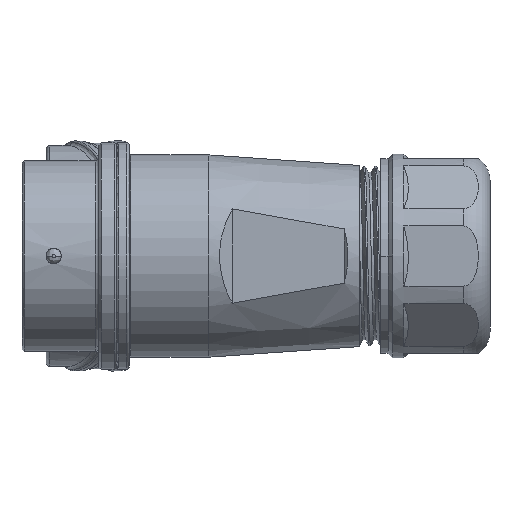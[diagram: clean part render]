
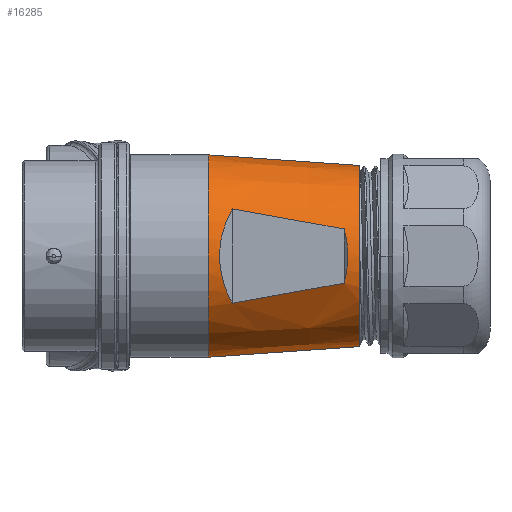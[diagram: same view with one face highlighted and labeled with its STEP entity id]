
A CAD part, left-side view. The second image highlights one B-rep face of the part: STEP entity #16285.
In plain terms, the highlighted conical face has half-angle 4 degrees and reference radius 12.7 mm.
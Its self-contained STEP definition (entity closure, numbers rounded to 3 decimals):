
#4030=CARTESIAN_POINT('',(0.,-51.2,0.));
#4031=DIRECTION('',(0.,1.,0.));
#4032=DIRECTION('',(0.,0.,-1.));
#4033=AXIS2_PLACEMENT_3D('',#4030,#4031,#4032);
#4089=DIRECTION('',(0.,0.998,-0.07));
#4090=VECTOR('',#4089,20.07);
#4091=CARTESIAN_POINT('',(0.,-51.2,-12.));
#4092=LINE('',#4091,#4090);
#4093=CARTESIAN_POINT('',(0.,-31.179,0.));
#4094=DIRECTION('',(0.,1.,0.));
#4095=DIRECTION('',(0.,0.,-1.));
#4096=AXIS2_PLACEMENT_3D('',#4093,#4094,#4095);
#4098=DIRECTION('',(0.,-0.998,-0.07));
#4099=VECTOR('',#4098,20.07);
#4100=CARTESIAN_POINT('',(0.,-31.179,13.4));
#4101=LINE('',#4100,#4099);
#4102=CARTESIAN_POINT('',(-11.6,-49.173,-3.586));
#4103=CARTESIAN_POINT('',(-11.944,-49.517,
-2.391));
#4104=CARTESIAN_POINT('',(-12.268,-49.841,0.));
#4105=CARTESIAN_POINT('',(-11.944,-49.517,
2.391));
#4106=CARTESIAN_POINT('',(-11.6,-49.173,3.586));
#4108=CARTESIAN_POINT('',(-11.6,-49.173,3.586));
#4109=CARTESIAN_POINT('',(-11.6,-48.28,3.798));
#4110=CARTESIAN_POINT('',(-11.6,-46.426,4.206));
#4111=CARTESIAN_POINT('',(-11.6,-43.162,4.829));
#4112=CARTESIAN_POINT('',(-11.6,-40.236,5.34));
#4113=CARTESIAN_POINT('',(-11.6,-37.553,5.77));
#4114=CARTESIAN_POINT('',(-11.6,-35.459,6.09));
#4115=CARTESIAN_POINT('',(-11.6,-34.374,6.25));
#4117=CARTESIAN_POINT('',(-11.6,-34.374,6.25));
#4118=CARTESIAN_POINT('',(-12.21,-33.765,
5.208));
#4119=CARTESIAN_POINT('',(-13.035,-32.939,
3.125));
#4120=CARTESIAN_POINT('',(-13.425,-32.549,0.));
#4121=CARTESIAN_POINT('',(-13.035,-32.939,
-3.125));
#4122=CARTESIAN_POINT('',(-12.21,-33.765,
-5.208));
#4123=CARTESIAN_POINT('',(-11.6,-34.374,-6.25));
#4125=CARTESIAN_POINT('',(-11.6,-34.374,-6.25));
#4126=CARTESIAN_POINT('',(-11.6,-35.48,-6.087));
#4127=CARTESIAN_POINT('',(-11.6,-37.607,-5.762));
#4128=CARTESIAN_POINT('',(-11.6,-40.313,-5.327));
#4129=CARTESIAN_POINT('',(-11.6,-43.236,-4.816));
#4130=CARTESIAN_POINT('',(-11.6,-46.484,-4.194));
#4131=CARTESIAN_POINT('',(-11.6,-48.303,-3.792));
#4132=CARTESIAN_POINT('',(-11.6,-49.173,-3.586));
#9886=CARTESIAN_POINT('',(0.,-31.179,13.4));
#9887=VERTEX_POINT('',#9886);
#9888=CARTESIAN_POINT('',(0.,-31.179,-13.4));
#9889=VERTEX_POINT('',#9888);
#9890=CARTESIAN_POINT('',(0.,-51.2,12.));
#9891=CARTESIAN_POINT('',(0.,-51.2,-12.));
#9892=VERTEX_POINT('',#9890);
#9893=VERTEX_POINT('',#9891);
#9905=VERTEX_POINT('',#4102);
#9906=VERTEX_POINT('',#4106);
#9907=VERTEX_POINT('',#4115);
#9908=VERTEX_POINT('',#4123);
#16264=CARTESIAN_POINT('',(0.,-41.19,0.));
#16265=DIRECTION('',(0.,1.,0.));
#16266=DIRECTION('',(0.,0.,1.));
#16267=AXIS2_PLACEMENT_3D('',#16264,#16265,#16266);
#16268=CONICAL_SURFACE('',#16267,12.7,4.);
#16269=ORIENTED_EDGE('',*,*,#16246,.F.);
#16270=ORIENTED_EDGE('',*,*,#16226,.T.);
#16271=ORIENTED_EDGE('',*,*,#16196,.T.);
#16272=ORIENTED_EDGE('',*,*,#16223,.T.);
#16273=EDGE_LOOP('',(#16269,#16270,#16271,#16272));
#16274=FACE_OUTER_BOUND('',#16273,.F.);
#16276=ORIENTED_EDGE('',*,*,#16275,.T.);
#16278=ORIENTED_EDGE('',*,*,#16277,.T.);
#16280=ORIENTED_EDGE('',*,*,#16279,.T.);
#16282=ORIENTED_EDGE('',*,*,#16281,.T.);
#16283=EDGE_LOOP('',(#16276,#16278,#16280,#16282));
#16284=FACE_BOUND('',#16283,.F.);
#16285=ADVANCED_FACE('',(#16274,#16284),#16268,.T.);
#4034=CIRCLE('',#4033,12.);
#4097=CIRCLE('',#4096,13.4);
#4107=B_SPLINE_CURVE_WITH_KNOTS('',3,(#4102,#4103,#4104,#4105,#4106),
.UNSPECIFIED.,.F.,.F.,(4,1,4),(0.,0.5,1.),.UNSPECIFIED.);
#4116=B_SPLINE_CURVE_WITH_KNOTS('',3,(#4108,#4109,#4110,#4111,#4112,#4113,#4114,
#4115),.UNSPECIFIED.,.F.,.F.,(4,1,1,1,1,4),(0.,0.2,0.4,0.6,0.8,1.),
.UNSPECIFIED.);
#4124=B_SPLINE_CURVE_WITH_KNOTS('',3,(#4117,#4118,#4119,#4120,#4121,#4122,
#4123),.UNSPECIFIED.,.F.,.F.,(4,1,1,1,4),(0.,0.25,0.5,0.75,1.),
.UNSPECIFIED.);
#4133=B_SPLINE_CURVE_WITH_KNOTS('',3,(#4125,#4126,#4127,#4128,#4129,#4130,#4131,
#4132),.UNSPECIFIED.,.F.,.F.,(4,1,1,1,1,4),(0.,0.2,0.4,0.6,0.8,1.),
.UNSPECIFIED.);
#16196=EDGE_CURVE('',#9889,#9887,#4097,.T.);
#16223=EDGE_CURVE('',#9887,#9892,#4101,.T.);
#16226=EDGE_CURVE('',#9893,#9889,#4092,.T.);
#16246=EDGE_CURVE('',#9893,#9892,#4034,.T.);
#16275=EDGE_CURVE('',#9905,#9906,#4107,.T.);
#16277=EDGE_CURVE('',#9906,#9907,#4116,.T.);
#16279=EDGE_CURVE('',#9907,#9908,#4124,.T.);
#16281=EDGE_CURVE('',#9908,#9905,#4133,.T.);
